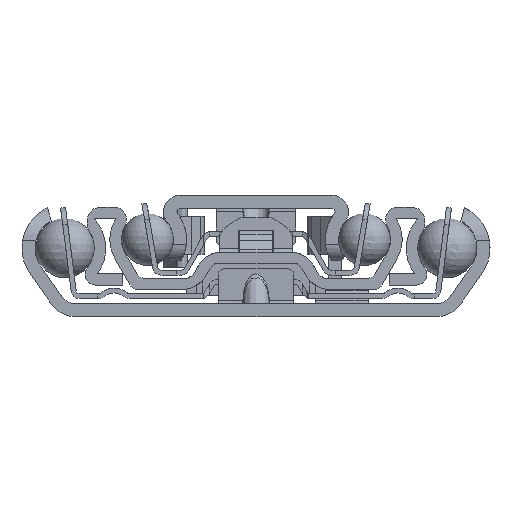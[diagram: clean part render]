
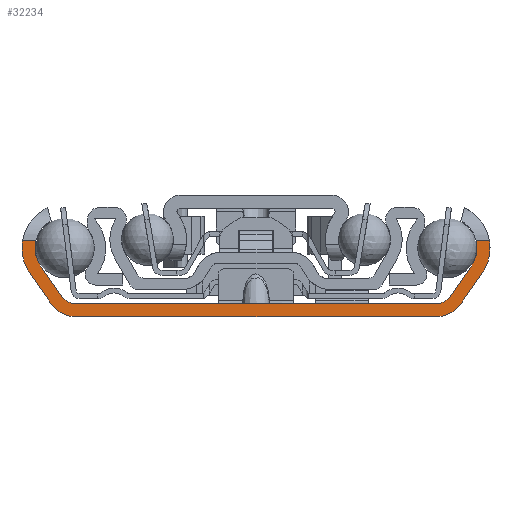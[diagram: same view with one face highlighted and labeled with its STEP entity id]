
A CAD part, left-side view. The second image highlights one B-rep face of the part: STEP entity #32234.
In plain terms, the highlighted planar face has unit normal (-1, 0, 0).
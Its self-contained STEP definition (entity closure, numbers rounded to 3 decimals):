
#621=PLANE('',#34413);
#1845=FACE_OUTER_BOUND('',#3520,.T.);
#3520=EDGE_LOOP('',(#22442,#22443,#22444,#22445,#22446,#22447,#22448,#22449,
#22450,#22451,#22452,#22453,#22454,#22455,#22456,#22457));
#5207=LINE('',#47343,#8382);
#5423=LINE('',#48775,#8598);
#5471=LINE('',#48972,#8646);
#5472=LINE('',#48987,#8647);
#5476=LINE('',#48998,#8651);
#5478=LINE('',#49005,#8653);
#5481=LINE('',#49014,#8656);
#5483=LINE('',#49021,#8658);
#8382=VECTOR('',#37403,10.);
#8598=VECTOR('',#38165,10.);
#8646=VECTOR('',#38305,10.);
#8647=VECTOR('',#38310,10.);
#8651=VECTOR('',#38326,10.);
#8653=VECTOR('',#38334,10.);
#8656=VECTOR('',#38347,10.);
#8658=VECTOR('',#38355,10.);
#11662=CIRCLE('',#34273,6.725);
#11671=CIRCLE('',#34284,4.75);
#11708=CIRCLE('',#34398,4.5);
#11709=CIRCLE('',#34401,4.75);
#11710=CIRCLE('',#34404,2.25);
#11711=CIRCLE('',#34406,2.25);
#11712=CIRCLE('',#34409,6.725);
#11713=CIRCLE('',#34412,4.5);
#13098=VERTEX_POINT('',#47341);
#13099=VERTEX_POINT('',#47342);
#13309=VERTEX_POINT('',#48517);
#13310=VERTEX_POINT('',#48530);
#13322=VERTEX_POINT('',#48560);
#13323=VERTEX_POINT('',#48571);
#13386=VERTEX_POINT('',#48773);
#13387=VERTEX_POINT('',#48774);
#13424=VERTEX_POINT('',#48958);
#13426=VERTEX_POINT('',#48975);
#13428=VERTEX_POINT('',#48994);
#13429=VERTEX_POINT('',#49000);
#13430=VERTEX_POINT('',#49004);
#13431=VERTEX_POINT('',#49010);
#13432=VERTEX_POINT('',#49016);
#13433=VERTEX_POINT('',#49020);
#16415=EDGE_CURVE('',#13098,#13099,#5207,.T.);
#16720=EDGE_CURVE('',#13309,#13310,#11662,.T.);
#16737=EDGE_CURVE('',#13322,#13323,#11671,.T.);
#16839=EDGE_CURVE('',#13386,#13387,#5423,.T.);
#16909=EDGE_CURVE('',#13424,#13322,#5471,.T.);
#16912=EDGE_CURVE('',#13426,#13309,#5472,.T.);
#16916=EDGE_CURVE('',#13428,#13386,#11708,.T.);
#16918=EDGE_CURVE('',#13310,#13428,#5476,.T.);
#16920=EDGE_CURVE('',#13429,#13426,#11709,.T.);
#16921=EDGE_CURVE('',#13430,#13429,#5478,.T.);
#16923=EDGE_CURVE('',#13099,#13430,#11710,.T.);
#16924=EDGE_CURVE('',#13431,#13098,#11711,.T.);
#16926=EDGE_CURVE('',#13323,#13431,#5481,.T.);
#16928=EDGE_CURVE('',#13432,#13424,#11712,.T.);
#16929=EDGE_CURVE('',#13433,#13432,#5483,.T.);
#16931=EDGE_CURVE('',#13387,#13433,#11713,.T.);
#22442=ORIENTED_EDGE('',*,*,#16912,.F.);
#22443=ORIENTED_EDGE('',*,*,#16920,.F.);
#22444=ORIENTED_EDGE('',*,*,#16921,.F.);
#22445=ORIENTED_EDGE('',*,*,#16923,.F.);
#22446=ORIENTED_EDGE('',*,*,#16415,.F.);
#22447=ORIENTED_EDGE('',*,*,#16924,.F.);
#22448=ORIENTED_EDGE('',*,*,#16926,.F.);
#22449=ORIENTED_EDGE('',*,*,#16737,.F.);
#22450=ORIENTED_EDGE('',*,*,#16909,.F.);
#22451=ORIENTED_EDGE('',*,*,#16928,.F.);
#22452=ORIENTED_EDGE('',*,*,#16929,.F.);
#22453=ORIENTED_EDGE('',*,*,#16931,.F.);
#22454=ORIENTED_EDGE('',*,*,#16839,.F.);
#22455=ORIENTED_EDGE('',*,*,#16916,.F.);
#22456=ORIENTED_EDGE('',*,*,#16918,.F.);
#22457=ORIENTED_EDGE('',*,*,#16720,.F.);
#32234=ADVANCED_FACE('',(#1845),#621,.F.);
#34273=AXIS2_PLACEMENT_3D('',#48531,#37935,#37936);
#34284=AXIS2_PLACEMENT_3D('',#48572,#37964,#37965);
#34398=AXIS2_PLACEMENT_3D('',#48995,#38321,#38322);
#34401=AXIS2_PLACEMENT_3D('',#49002,#38330,#38331);
#34404=AXIS2_PLACEMENT_3D('',#49008,#38338,#38339);
#34406=AXIS2_PLACEMENT_3D('',#49011,#38342,#38343);
#34409=AXIS2_PLACEMENT_3D('',#49018,#38351,#38352);
#34412=AXIS2_PLACEMENT_3D('',#49024,#38359,#38360);
#34413=AXIS2_PLACEMENT_3D('',#49025,#38361,#38362);
#37403=DIRECTION('',(0.,-1.,0.));
#37935=DIRECTION('center_axis',(1.,0.,0.));
#37936=DIRECTION('ref_axis',(0.,-0.421,0.907));
#37964=DIRECTION('center_axis',(-1.,0.,0.));
#37965=DIRECTION('ref_axis',(0.,-0.819,0.574));
#38165=DIRECTION('',(0.,1.,0.));
#38305=DIRECTION('',(0.,-1.,0.));
#38310=DIRECTION('',(0.,-1.,0.));
#38321=DIRECTION('center_axis',(1.,0.,0.));
#38322=DIRECTION('ref_axis',(0.,-0.819,-0.574));
#38326=DIRECTION('',(0.,0.574,-0.819));
#38330=DIRECTION('center_axis',(-1.,0.,0.));
#38331=DIRECTION('ref_axis',(0.,0.489,-0.872));
#38334=DIRECTION('',(0.,-0.574,0.819));
#38338=DIRECTION('center_axis',(-1.,0.,0.));
#38339=DIRECTION('ref_axis',(0.,0.819,0.574));
#38342=DIRECTION('center_axis',(-1.,0.,0.));
#38343=DIRECTION('ref_axis',(0.,0.,1.));
#38347=DIRECTION('',(0.,-0.574,-0.819));
#38351=DIRECTION('center_axis',(1.,0.,0.));
#38352=DIRECTION('ref_axis',(0.,0.819,-0.574));
#38355=DIRECTION('',(0.,0.574,0.819));
#38359=DIRECTION('center_axis',(1.,0.,0.));
#38360=DIRECTION('ref_axis',(0.,0.,-1.));
#38361=DIRECTION('center_axis',(1.,0.,0.));
#38362=DIRECTION('ref_axis',(0.,0.,-1.));
#47341=CARTESIAN_POINT('',(0.,27.471,2.));
#47342=CARTESIAN_POINT('',(0.,-27.471,2.));
#47343=CARTESIAN_POINT('',(0.,27.471,2.));
#48517=CARTESIAN_POINT('',(0.,-35.359,11.5));
#48530=CARTESIAN_POINT('',(0.,-34.234,6.543));
#48531=CARTESIAN_POINT('Origin',(0.,-28.725,10.4));
#48560=CARTESIAN_POINT('',(0.,33.346,11.5));
#48571=CARTESIAN_POINT('',(0.,32.616,7.676));
#48572=CARTESIAN_POINT('Origin',(0.,28.725,10.4));
#48773=CARTESIAN_POINT('',(0.,-27.31,0.));
#48774=CARTESIAN_POINT('',(0.,27.31,0.));
#48775=CARTESIAN_POINT('',(0.,0.,0.));
#48958=CARTESIAN_POINT('',(0.,35.359,11.5));
#48972=CARTESIAN_POINT('',(0.,0.,11.5));
#48975=CARTESIAN_POINT('',(0.,-33.346,11.5));
#48987=CARTESIAN_POINT('',(0.,0.,11.5));
#48994=CARTESIAN_POINT('',(0.,-30.996,1.919));
#48995=CARTESIAN_POINT('Origin',(0.,-27.31,4.5));
#48998=CARTESIAN_POINT('',(0.,-34.234,6.543));
#49000=CARTESIAN_POINT('',(0.,-32.616,7.676));
#49002=CARTESIAN_POINT('Origin',(0.,-28.725,10.4));
#49004=CARTESIAN_POINT('',(0.,-29.314,2.959));
#49005=CARTESIAN_POINT('',(0.,-29.314,2.959));
#49008=CARTESIAN_POINT('Origin',(0.,-27.471,4.25));
#49010=CARTESIAN_POINT('',(0.,29.314,2.959));
#49011=CARTESIAN_POINT('Origin',(0.,27.471,4.25));
#49014=CARTESIAN_POINT('',(0.,32.616,7.676));
#49016=CARTESIAN_POINT('',(0.,34.234,6.543));
#49018=CARTESIAN_POINT('Origin',(0.,28.725,10.4));
#49020=CARTESIAN_POINT('',(0.,30.996,1.919));
#49021=CARTESIAN_POINT('',(0.,30.996,1.919));
#49024=CARTESIAN_POINT('Origin',(0.,27.31,4.5));
#49025=CARTESIAN_POINT('Origin',(0.,0.,3.636));
